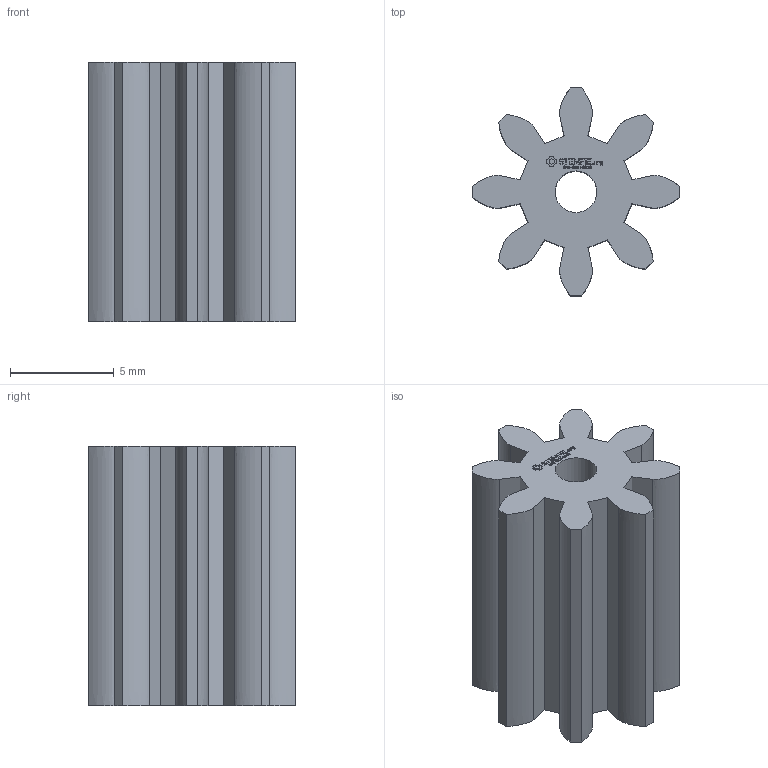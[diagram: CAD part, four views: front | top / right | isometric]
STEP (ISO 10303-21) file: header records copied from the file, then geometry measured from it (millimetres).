
FILE_DESCRIPTION(('FreeCAD Model'),'2;1');
FILE_NAME('Open CASCADE Shape Model','2024-03-09T16:26:32',(''),(''), 'Open CASCADE STEP processor 7.6','FreeCAD','Unknown');
FILE_SCHEMA(('AUTOMOTIVE_DESIGN { 1 0 10303 214 1 1 1 1 }'));
Length unit declared in the file: millimetre
Products named in the file (1): Gear Wheel PLN TTH08 BU01.00 SFT2.0mm - SPN-GWH-0012 (stemfie.org)
Bounding box: 9.99 x 9.99 x 12.5 mm (x, y, z)
Volume: 547.9 mm3; surface area: 811.6 mm2
Topology: 1 solids, 1 shells, 501 faces, 1407 edges, 938 vertices
Faces by surface type: plane 320, extrusion 180, cylinder 1
Full cylindrical faces by diameter (mm): 2 x1
Entity records: 36260 total; most frequent: CARTESIAN_POINT 8841, DIRECTION 4327, VECTOR 3677, LINE 3497, ORIENTED_EDGE 2814, PCURVE 2814, DEFINITIONAL_REPRESENTATION 2814, EDGE_CURVE 1407
